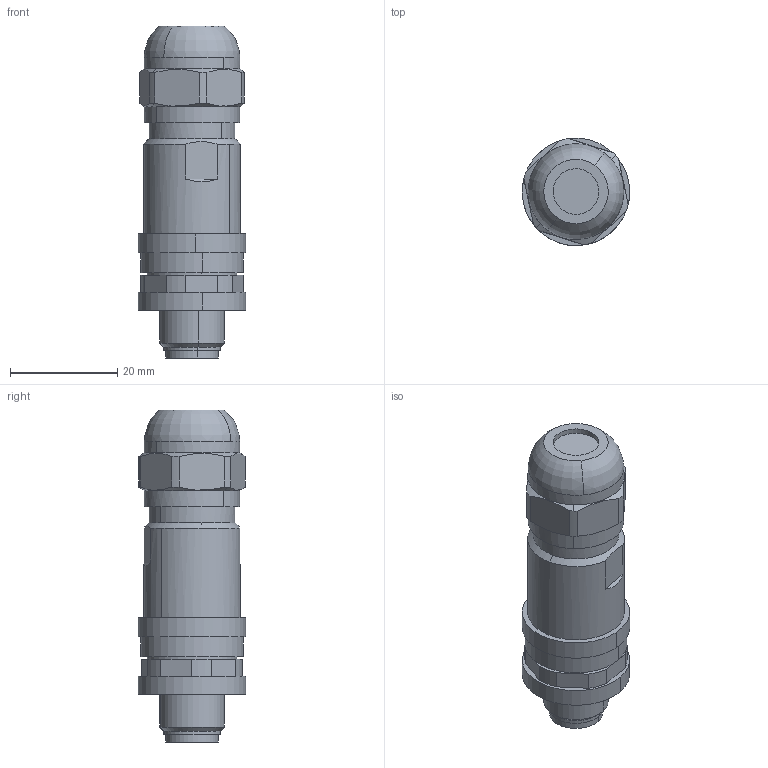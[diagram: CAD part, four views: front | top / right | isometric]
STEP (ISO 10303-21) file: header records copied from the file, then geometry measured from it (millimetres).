
FILE_DESCRIPTION(/* description */ ('Alibre Inc.'),/* implementation_level */ '2;1');
FILE_NAME(/* name */ 'export-37362638-E641-4407-89C0-F70ED1C318D2',/* time_stamp */ '2022-12-03T14:55:50+01:00',/* author */ (''),/* organization */ (''),/* preprocessor_version */ 'ST-DEVELOPER v17',/* originating_system */ 'Alibre',/* authorisation */ '');
FILE_SCHEMA (('AUTOMOTIVE_DESIGN'));
Length unit declared in the file: millimetre
Products named in the file (2): SACC_M12MS_8CON_PG9_SH-select
Bounding box: 20 x 20 x 61.8 mm (x, y, z)
Volume: 14060.5 mm3; surface area: 4564.1 mm2
Topology: 1 solids, 1 shells, 106 faces, 259 edges, 173 vertices
Faces by surface type: cylinder 57, plane 39, cone 8, torus 2
Entity records: 3361 total; most frequent: CARTESIAN_POINT 704, DIRECTION 555, ORIENTED_EDGE 518, EDGE_CURVE 259, AXIS2_PLACEMENT_3D 247, VERTEX_POINT 173, CIRCLE 137, EDGE_LOOP 124
